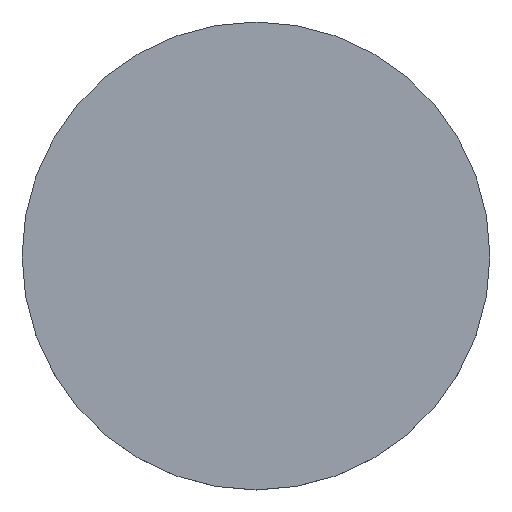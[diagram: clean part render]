
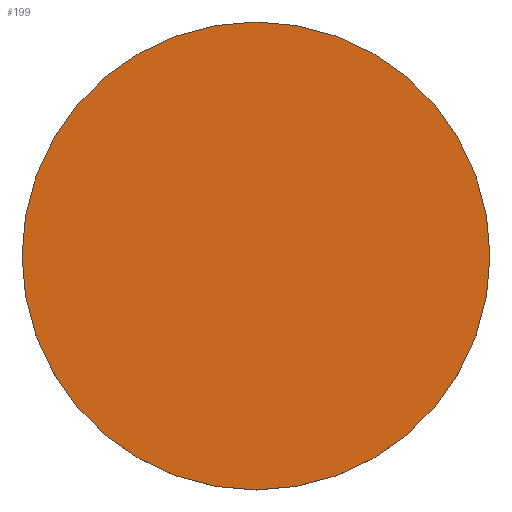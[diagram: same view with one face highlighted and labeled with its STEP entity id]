
A CAD part, top view. The second image highlights one B-rep face of the part: STEP entity #199.
In plain terms, the highlighted planar face has unit normal (0, 0, 1).
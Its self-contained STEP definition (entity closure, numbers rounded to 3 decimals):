
#15 = VERTEX_POINT ( 'NONE', #78 ) ;
#20 = CARTESIAN_POINT ( 'NONE',  ( 0., 39.066, 4. ) ) ;
#36 = CIRCLE ( 'NONE', #207, 19.05 ) ;
#37 = DIRECTION ( 'NONE',  ( 0., 0., -1. ) ) ;
#55 = VERTEX_POINT ( 'NONE', #191 ) ;
#56 = CARTESIAN_POINT ( 'NONE',  ( 0., 0., 4. ) ) ;
#73 = AXIS2_PLACEMENT_3D ( 'NONE', #56, #76, #98 ) ;
#76 = DIRECTION ( 'NONE',  ( 0., 0., -1. ) ) ;
#78 = CARTESIAN_POINT ( 'NONE',  ( -19.05, 0., 4. ) ) ;
#80 = EDGE_CURVE ( 'NONE', #55, #15, #36, .T. ) ;
#98 = DIRECTION ( 'NONE',  ( 1., 0., 0. ) ) ;
#101 = DIRECTION ( 'NONE',  ( 0., 0., 1. ) ) ;
#110 = EDGE_LOOP ( 'NONE', ( #185, #169 ) ) ;
#113 = DIRECTION ( 'NONE',  ( 1., 0., 0. ) ) ;
#114 = CARTESIAN_POINT ( 'NONE',  ( 0., 0., 4. ) ) ;
#126 = EDGE_CURVE ( 'NONE', #15, #55, #205, .T. ) ;
#136 = AXIS2_PLACEMENT_3D ( 'NONE', #20, #101, #224 ) ;
#169 = ORIENTED_EDGE ( 'NONE', *, *, #126, .F. ) ;
#185 = ORIENTED_EDGE ( 'NONE', *, *, #80, .F. ) ;
#187 = FACE_OUTER_BOUND ( 'NONE', #110, .T. ) ;
#191 = CARTESIAN_POINT ( 'NONE',  ( 19.05, 0., 4. ) ) ;
#199 = ADVANCED_FACE ( 'NONE', ( #187 ), #210, .T. ) ;
#205 = CIRCLE ( 'NONE', #73, 19.05 ) ;
#207 = AXIS2_PLACEMENT_3D ( 'NONE', #114, #37, #113 ) ;
#210 = PLANE ( 'NONE',  #136 ) ;
#224 = DIRECTION ( 'NONE',  ( 1., 0., 0. ) ) ;
